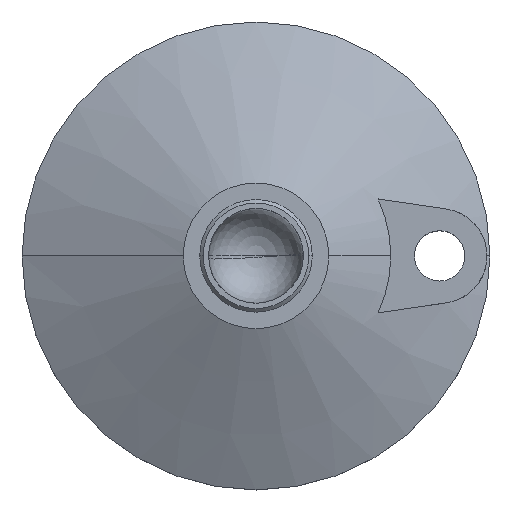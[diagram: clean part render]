
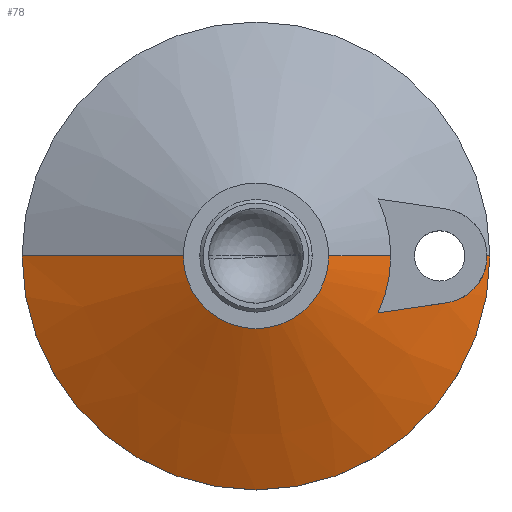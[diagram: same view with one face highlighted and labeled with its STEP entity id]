
A CAD part, top view. The second image highlights one B-rep face of the part: STEP entity #78.
In plain terms, the highlighted conical face has half-angle 64.29 degrees and reference radius 39.5 mm.
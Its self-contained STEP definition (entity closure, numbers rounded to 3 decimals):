
#78=ADVANCED_FACE('',(#156),#157,.T.);
#156=FACE_OUTER_BOUND('',#231,.T.);
#157=CONICAL_SURFACE('',#232,39.5,1.122);
#231=EDGE_LOOP('',(#383,#384,#385,#386,#387,#388,#389,#390));
#232=AXIS2_PLACEMENT_3D('',#391,#392,#393);
#383=ORIENTED_EDGE('',*,*,#450,.F.);
#384=ORIENTED_EDGE('',*,*,#478,.T.);
#385=ORIENTED_EDGE('',*,*,#455,.T.);
#386=ORIENTED_EDGE('',*,*,#490,.F.);
#387=ORIENTED_EDGE('',*,*,#454,.F.);
#388=ORIENTED_EDGE('',*,*,#485,.T.);
#389=ORIENTED_EDGE('',*,*,#488,.T.);
#390=ORIENTED_EDGE('',*,*,#491,.T.);
#391=CARTESIAN_POINT('',(0.0,0.0,5.));
#392=DIRECTION('',(-0.0,0.0,-1.0));
#393=DIRECTION('',(-1.0,0.0,0.0));
#450=EDGE_CURVE('',#533,#535,#536,.T.);
#454=EDGE_CURVE('',#541,#524,#543,.T.);
#455=EDGE_CURVE('',#532,#523,#544,.T.);
#478=EDGE_CURVE('',#533,#532,#575,.T.);
#485=EDGE_CURVE('',#541,#583,#585,.T.);
#488=EDGE_CURVE('',#583,#587,#589,.F.);
#490=EDGE_CURVE('',#524,#523,#591,.T.);
#491=EDGE_CURVE('',#587,#535,#592,.T.);
#523=VERTEX_POINT('',#626);
#524=VERTEX_POINT('',#627);
#532=VERTEX_POINT('',#637);
#533=VERTEX_POINT('',#638);
#535=VERTEX_POINT('',#640);
#536=LINE('',#641,#642);
#541=VERTEX_POINT('',#656);
#543=LINE('',#675,#676);
#544=LINE('',#677,#678);
#575=CIRCLE('',#713,12.292);
#583=VERTEX_POINT('',#723);
#585=B_SPLINE_CURVE_WITH_KNOTS('',3,(#726,#727,#728,#729,#730,#731,#732,#733,#734,#735,#736,#737,#738,#739,#740,#741,#742,#743),.UNSPECIFIED.,.F.,.F.,(4,2,2,2,2,2,2,2,4),(14.709,16.518,18.328,20.137,21.946,23.755,25.676,27.596,29.516),.UNSPECIFIED.);
#587=VERTEX_POINT('',#745);
#589=(B_SPLINE_CURVE(2,(#749,#750,#751),.UNSPECIFIED.,.F.,.F.)B_SPLINE_CURVE_WITH_KNOTS((3,3),(4.394,16.873),.UNSPECIFIED.)RATIONAL_B_SPLINE_CURVE((1.019,1.038,1.012))BOUNDED_CURVE()REPRESENTATION_ITEM('')GEOMETRIC_REPRESENTATION_ITEM()CURVE());
#591=CIRCLE('',#759,39.5);
#592=CIRCLE('',#760,22.75);
#626=CARTESIAN_POINT('',(-39.5,0.0,5.));
#627=CARTESIAN_POINT('',(39.5,0.,5.));
#637=CARTESIAN_POINT('',(-12.292,0.0,18.1));
#638=CARTESIAN_POINT('',(12.292,0.,18.1));
#640=CARTESIAN_POINT('',(22.75,0.,13.065));
#641=CARTESIAN_POINT('',(39.5,0.,5.));
#642=VECTOR('',#806,1000.0);
#656=CARTESIAN_POINT('',(39.,0.,5.241));
#675=CARTESIAN_POINT('',(39.5,0.,5.));
#676=VECTOR('',#810,1000.0);
#677=CARTESIAN_POINT('',(-39.5,0.0,5.));
#678=VECTOR('',#811,1000.0);
#713=AXIS2_PLACEMENT_3D('',#846,#847,#848);
#723=CARTESIAN_POINT('',(32.161,-7.915,8.071));
#726=CARTESIAN_POINT('',(38.789,1.824,5.322));
#727=CARTESIAN_POINT('',(38.931,1.22,5.267));
#728=CARTESIAN_POINT('',(39.,0.603,5.241));
#729=CARTESIAN_POINT('',(39.,-0.603,5.241));
#730=CARTESIAN_POINT('',(38.931,-1.22,5.267));
#731=CARTESIAN_POINT('',(38.648,-2.428,5.376));
#732=CARTESIAN_POINT('',(38.434,-3.02,5.458));
#733=CARTESIAN_POINT('',(37.88,-4.13,5.674));
#734=CARTESIAN_POINT('',(37.538,-4.65,5.808));
#735=CARTESIAN_POINT('',(36.762,-5.583,6.117));
#736=CARTESIAN_POINT('',(36.327,-5.996,6.292));
#737=CARTESIAN_POINT('',(35.39,-6.716,6.676));
#738=CARTESIAN_POINT('',(34.856,-7.037,6.898));
#739=CARTESIAN_POINT('',(33.724,-7.547,7.38));
#740=CARTESIAN_POINT('',(33.127,-7.737,7.64));
#741=CARTESIAN_POINT('',(31.912,-7.972,8.182));
#742=CARTESIAN_POINT('',(31.295,-8.017,8.464));
#743=CARTESIAN_POINT('',(30.69,-7.994,8.749));
#745=CARTESIAN_POINT('',(20.621,-9.608,13.065));
#749=CARTESIAN_POINT('',(20.621,-9.608,13.065));
#750=CARTESIAN_POINT('',(25.32,-8.919,11.154));
#751=CARTESIAN_POINT('',(32.161,-7.915,8.071));
#759=AXIS2_PLACEMENT_3D('',#856,#857,#858);
#760=AXIS2_PLACEMENT_3D('',#859,#860,#861);
#806=DIRECTION('',(0.901,0.,-0.434));
#810=DIRECTION('',(0.901,0.,-0.434));
#811=DIRECTION('',(-0.901,0.0,-0.434));
#846=CARTESIAN_POINT('',(0.0,0.0,18.1));
#847=DIRECTION('',(-0.0,0.0,-1.0));
#848=DIRECTION('',(-1.0,0.0,0.0));
#856=CARTESIAN_POINT('',(0.0,0.0,5.));
#857=DIRECTION('',(0.0,0.0,-1.0));
#858=DIRECTION('',(-1.0,0.0,0.0));
#859=CARTESIAN_POINT('',(0.0,0.0,13.065));
#860=DIRECTION('',(0.0,0.,1.0));
#861=DIRECTION('',(-1.0,0.0,0.0));
